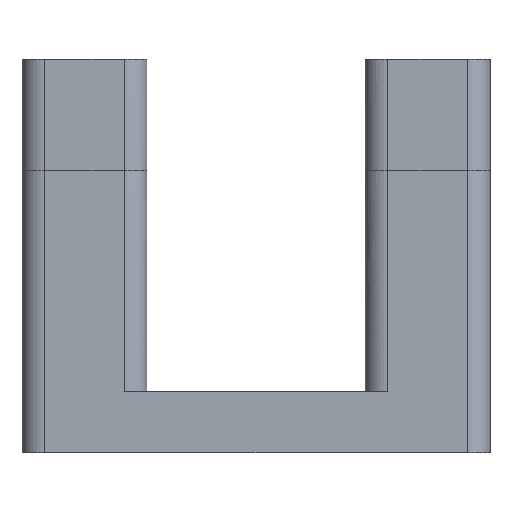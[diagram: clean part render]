
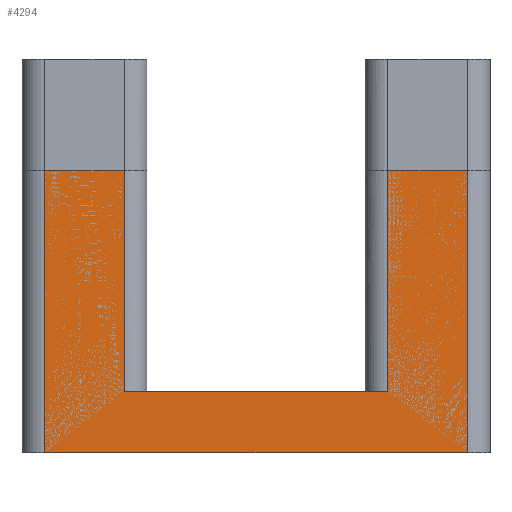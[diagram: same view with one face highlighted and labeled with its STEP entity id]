
A CAD part, front view. The second image highlights one B-rep face of the part: STEP entity #4294.
In plain terms, the highlighted planar face has unit normal (0, -1, 0).
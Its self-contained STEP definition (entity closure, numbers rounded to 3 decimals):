
#123=LINE('',#6366,#447);
#127=LINE('',#6428,#451);
#157=LINE('',#6556,#481);
#158=LINE('',#6562,#482);
#159=LINE('',#6564,#483);
#160=LINE('',#6566,#484);
#161=LINE('',#6567,#485);
#162=LINE('',#6568,#486);
#447=VECTOR('',#5016,10.);
#451=VECTOR('',#5026,10.);
#481=VECTOR('',#5128,10.);
#482=VECTOR('',#5135,10.);
#483=VECTOR('',#5136,10.);
#484=VECTOR('',#5137,10.);
#485=VECTOR('',#5138,10.);
#486=VECTOR('',#5139,10.);
#773=PLANE('',#4578);
#898=FACE_OUTER_BOUND('',#1136,.T.);
#1136=EDGE_LOOP('',(#2948,#2949,#2950,#2951,#2952,#2953,#2954,#2955));
#1739=VERTEX_POINT('',#6363);
#1740=VERTEX_POINT('',#6365);
#1745=VERTEX_POINT('',#6425);
#1746=VERTEX_POINT('',#6427);
#1791=VERTEX_POINT('',#6555);
#1793=VERTEX_POINT('',#6561);
#1794=VERTEX_POINT('',#6563);
#1795=VERTEX_POINT('',#6565);
#2185=EDGE_CURVE('',#1739,#1740,#123,.T.);
#2194=EDGE_CURVE('',#1745,#1746,#127,.T.);
#2251=EDGE_CURVE('',#1740,#1791,#157,.T.);
#2254=EDGE_CURVE('',#1791,#1793,#158,.T.);
#2255=EDGE_CURVE('',#1794,#1739,#159,.T.);
#2256=EDGE_CURVE('',#1795,#1794,#160,.T.);
#2257=EDGE_CURVE('',#1746,#1795,#161,.T.);
#2258=EDGE_CURVE('',#1793,#1745,#162,.T.);
#2948=ORIENTED_EDGE('',*,*,#2254,.F.);
#2949=ORIENTED_EDGE('',*,*,#2251,.F.);
#2950=ORIENTED_EDGE('',*,*,#2185,.F.);
#2951=ORIENTED_EDGE('',*,*,#2255,.F.);
#2952=ORIENTED_EDGE('',*,*,#2256,.F.);
#2953=ORIENTED_EDGE('',*,*,#2257,.F.);
#2954=ORIENTED_EDGE('',*,*,#2194,.F.);
#2955=ORIENTED_EDGE('',*,*,#2258,.F.);
#4294=ADVANCED_FACE('',(#898),#773,.F.);
#4578=AXIS2_PLACEMENT_3D('',#6560,#5133,#5134);
#5016=DIRECTION('',(1.,0.,0.));
#5026=DIRECTION('',(1.,0.,0.));
#5128=DIRECTION('',(0.,0.,-1.));
#5133=DIRECTION('center_axis',(0.,1.,0.));
#5134=DIRECTION('ref_axis',(1.,0.,0.));
#5135=DIRECTION('',(1.,0.,0.));
#5136=DIRECTION('',(0.,0.,1.));
#5137=DIRECTION('',(-1.,0.,0.));
#5138=DIRECTION('',(0.,0.,-1.));
#5139=DIRECTION('',(0.,0.,1.));
#6363=CARTESIAN_POINT('',(3.788,165.304,32.));
#6365=CARTESIAN_POINT('',(10.779,165.304,32.));
#6366=CARTESIAN_POINT('',(4.04,165.304,32.));
#6425=CARTESIAN_POINT('',(33.979,165.304,32.));
#6427=CARTESIAN_POINT('',(40.971,165.304,32.));
#6428=CARTESIAN_POINT('',(19.808,165.304,32.));
#6555=CARTESIAN_POINT('',(10.779,165.304,12.551));
#6556=CARTESIAN_POINT('',(10.779,165.304,32.));
#6560=CARTESIAN_POINT('Origin',(1.469,165.304,32.));
#6561=CARTESIAN_POINT('',(33.979,165.304,12.551));
#6562=CARTESIAN_POINT('',(16.724,165.304,12.551));
#6563=CARTESIAN_POINT('',(3.788,165.304,7.2));
#6564=CARTESIAN_POINT('',(3.788,165.304,32.));
#6565=CARTESIAN_POINT('',(40.971,165.304,7.2));
#6566=CARTESIAN_POINT('',(19.808,165.304,7.2));
#6567=CARTESIAN_POINT('',(40.971,165.304,32.));
#6568=CARTESIAN_POINT('',(33.979,165.304,32.));
